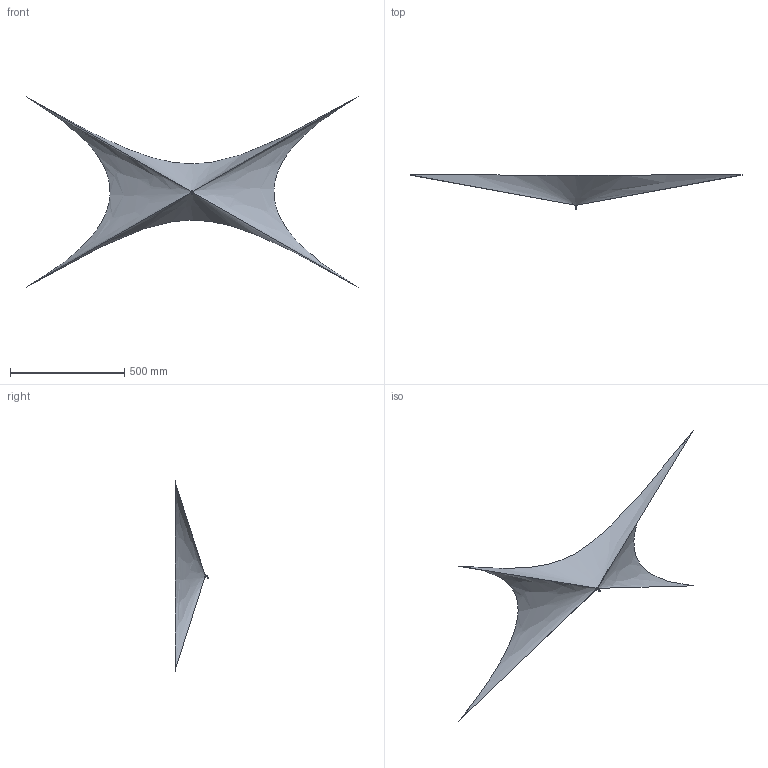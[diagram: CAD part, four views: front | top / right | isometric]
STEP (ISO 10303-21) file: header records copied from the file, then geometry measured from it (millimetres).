
FILE_DESCRIPTION (( 'STEP AP214' ), '1' );
FILE_NAME ('M0149 AR0144 PX-CMF10 Rough.STEP', '2024-01-22T21:56:21', ( '' ), ( '' ), 'SwSTEP 2.0', 'SolidWorks 2020', '' );
FILE_SCHEMA (( 'AUTOMOTIVE_DESIGN' ));
Length unit declared in the file: millimetre
Products named in the file (1): M0149 AR0144 PX-CMF10 Rough
Bounding box: 1450 x 148.47 x 830 mm (x, y, z)
Surface area: 495989.9 mm2 (no closed solid volume)
Topology: 0 solids, 2 shells, 73 faces, 177 edges, 118 vertices
Faces by surface type: plane 51, cylinder 16, bspline 4, cone 2
Entity records: 3250 total; most frequent: CARTESIAN_POINT 1317, ORIENTED_EDGE 346, DIRECTION 345, EDGE_CURVE 177, LINE 133, VECTOR 133, VERTEX_POINT 118, AXIS2_PLACEMENT_3D 106
